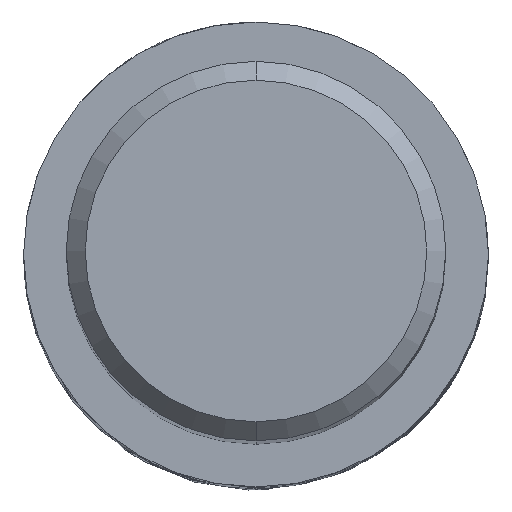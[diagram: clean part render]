
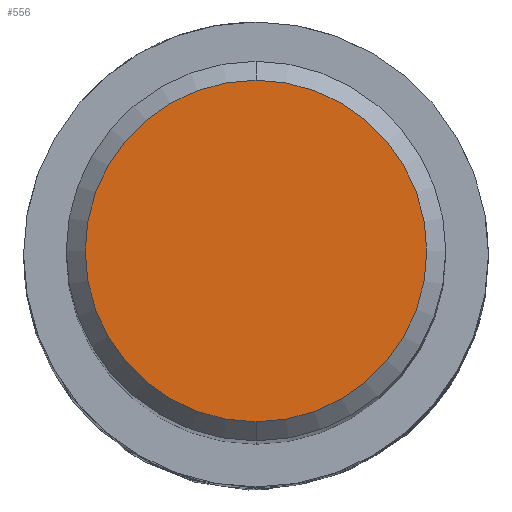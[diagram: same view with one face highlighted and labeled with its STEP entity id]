
A CAD part, top view. The second image highlights one B-rep face of the part: STEP entity #556.
In plain terms, the highlighted planar face has unit normal (0, 0, 1).
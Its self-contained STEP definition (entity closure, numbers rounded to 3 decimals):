
#396=EDGE_CURVE('',#416,#766,#942,.T.);
#416=VERTEX_POINT('',#966);
#556=ADVANCED_FACE('',(#1119),#1120,.T.);
#748=EDGE_CURVE('',#766,#416,#1325,.T.);
#766=VERTEX_POINT('',#1343);
#942=CIRCLE('',#1723,3.6);
#966=CARTESIAN_POINT('',(0.0,3.6,0.0));
#1119=FACE_OUTER_BOUND('',#2672,.T.);
#1120=PLANE('',#2673);
#1325=CIRCLE('',#4655,3.6);
#1343=CARTESIAN_POINT('',(0.,-3.6,0.0));
#1723=AXIS2_PLACEMENT_3D('',#5050,#5051,#5052);
#2672=EDGE_LOOP('',(#5279,#5280));
#2673=AXIS2_PLACEMENT_3D('',#5281,#5282,#5283);
#4655=AXIS2_PLACEMENT_3D('',#5456,#5457,#5458);
#5050=CARTESIAN_POINT('',(0.0,0.0,0.0));
#5051=DIRECTION('',(0.0,0.0,-1.0));
#5052=DIRECTION('',(0.0,1.0,0.0));
#5279=ORIENTED_EDGE('',*,*,#396,.F.);
#5280=ORIENTED_EDGE('',*,*,#748,.F.);
#5281=CARTESIAN_POINT('',(0.0,1.8,0.0));
#5282=DIRECTION('',(-0.0,0.0,1.0));
#5283=DIRECTION('',(0.0,-1.0,0.0));
#5456=CARTESIAN_POINT('',(0.0,0.0,0.0));
#5457=DIRECTION('',(0.0,0.0,-1.0));
#5458=DIRECTION('',(0.0,1.0,0.0));
